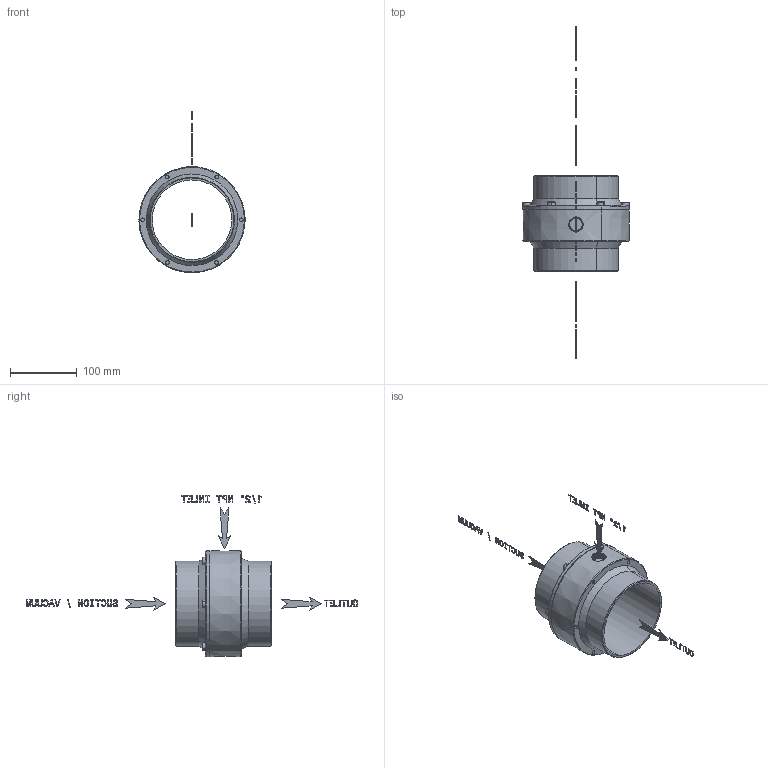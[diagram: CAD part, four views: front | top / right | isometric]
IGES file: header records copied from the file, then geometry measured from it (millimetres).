
Start section: START RECORD GO HERE.
Global section: file name: 30008S-316L.igs; native system: DASSAULT SYSTEMES CATIA V5 R20 - www.3ds.com; preprocessor: CATIA Version 5 Release 20 ; author: Chirag Shah; organization: INTRITECH; date: 20180616.170658; units: millimetre
Bounding box: 158.67 x 496.71 x 241.71 mm (x, y, z)
Volume: 617205.4 mm3; surface area: 143860.3 mm2
Topology: 43 solids, 43 shells, 1331 faces, 3582 edges, 2373 vertices
Faces by surface type: plane 1210, revolution 82, bspline 39
